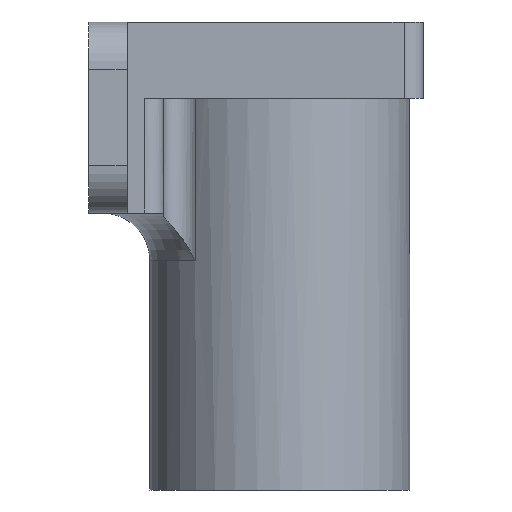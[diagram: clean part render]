
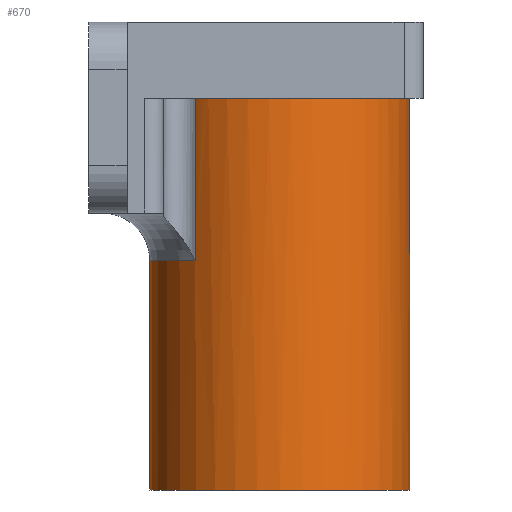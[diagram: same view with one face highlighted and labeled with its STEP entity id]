
A CAD part, left-side view. The second image highlights one B-rep face of the part: STEP entity #670.
In plain terms, the highlighted cylindrical face has radius 13.6 mm (diameter 27.2 mm), a full revolution.
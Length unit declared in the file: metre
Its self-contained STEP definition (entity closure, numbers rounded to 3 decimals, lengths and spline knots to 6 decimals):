
#24=CYLINDRICAL_SURFACE('',#761,0.0136);
#74=LINE('',#1154,#118);
#75=LINE('',#1158,#119);
#118=VECTOR('',#946,1.);
#119=VECTOR('',#951,1.);
#234=ORIENTED_EDGE('',*,*,#395,.T.);
#235=ORIENTED_EDGE('',*,*,#396,.T.);
#236=ORIENTED_EDGE('',*,*,#391,.F.);
#237=ORIENTED_EDGE('',*,*,#346,.F.);
#238=ORIENTED_EDGE('',*,*,#394,.F.);
#239=ORIENTED_EDGE('',*,*,#344,.F.);
#240=ORIENTED_EDGE('',*,*,#397,.F.);
#241=ORIENTED_EDGE('',*,*,#342,.F.);
#242=ORIENTED_EDGE('',*,*,#398,.F.);
#243=ORIENTED_EDGE('',*,*,#399,.T.);
#244=ORIENTED_EDGE('',*,*,#400,.T.);
#342=EDGE_CURVE('',#438,#439,#491,.T.);
#344=EDGE_CURVE('',#440,#441,#493,.T.);
#346=EDGE_CURVE('',#442,#443,#495,.T.);
#391=EDGE_CURVE('',#443,#467,#516,.T.);
#394=EDGE_CURVE('',#441,#442,#518,.T.);
#395=EDGE_CURVE('',#469,#470,#519,.F.);
#396=EDGE_CURVE('',#470,#467,#74,.T.);
#397=EDGE_CURVE('',#439,#440,#520,.T.);
#398=EDGE_CURVE('',#471,#438,#521,.T.);
#399=EDGE_CURVE('',#471,#469,#75,.F.);
#400=EDGE_CURVE('',#472,#472,#522,.T.);
#438=VERTEX_POINT('',#1051);
#439=VERTEX_POINT('',#1053);
#440=VERTEX_POINT('',#1055);
#441=VERTEX_POINT('',#1057);
#442=VERTEX_POINT('',#1059);
#443=VERTEX_POINT('',#1061);
#467=VERTEX_POINT('',#1144);
#469=VERTEX_POINT('',#1152);
#470=VERTEX_POINT('',#1153);
#471=VERTEX_POINT('',#1157);
#472=VERTEX_POINT('',#1160);
#491=CIRCLE('',#718,0.0136);
#493=CIRCLE('',#720,0.0136);
#495=CIRCLE('',#722,0.0136);
#516=CIRCLE('',#757,0.0136);
#518=CIRCLE('',#760,0.0136);
#519=CIRCLE('',#762,0.0136);
#520=CIRCLE('',#763,0.0136);
#521=CIRCLE('',#764,0.0136);
#522=CIRCLE('',#765,0.0136);
#556=EDGE_LOOP('',(#234,#235,#236,#237,#238,#239,#240,#241,#242,#243));
#557=EDGE_LOOP('',(#244));
#611=FACE_BOUND('',#556,.T.);
#612=FACE_BOUND('',#557,.T.);
#670=ADVANCED_FACE('',(#611,#612),#24,.T.);
#718=AXIS2_PLACEMENT_3D('',#1052,#831,#832);
#720=AXIS2_PLACEMENT_3D('',#1056,#835,#836);
#722=AXIS2_PLACEMENT_3D('',#1060,#839,#840);
#757=AXIS2_PLACEMENT_3D('',#1143,#933,#934);
#760=AXIS2_PLACEMENT_3D('',#1149,#940,#941);
#761=AXIS2_PLACEMENT_3D('',#1150,#942,#943);
#762=AXIS2_PLACEMENT_3D('',#1151,#944,#945);
#763=AXIS2_PLACEMENT_3D('',#1155,#947,#948);
#764=AXIS2_PLACEMENT_3D('',#1156,#949,#950);
#765=AXIS2_PLACEMENT_3D('',#1159,#952,#953);
#831=DIRECTION('',(0.,0.,1.));
#832=DIRECTION('',(1.,0.,0.));
#835=DIRECTION('',(0.,0.,1.));
#836=DIRECTION('',(1.,0.,0.));
#839=DIRECTION('',(0.,0.,1.));
#840=DIRECTION('',(1.,0.,0.));
#933=DIRECTION('',(0.,0.,1.));
#934=DIRECTION('',(1.,0.,0.));
#940=DIRECTION('',(0.,0.,1.));
#941=DIRECTION('',(1.,0.,0.));
#942=DIRECTION('',(0.,0.,1.));
#943=DIRECTION('',(1.,0.,0.));
#944=DIRECTION('',(0.,0.,1.));
#945=DIRECTION('',(1.,0.,0.));
#946=DIRECTION('',(0.,0.,1.));
#947=DIRECTION('',(0.,0.,1.));
#948=DIRECTION('',(1.,0.,0.));
#949=DIRECTION('',(0.,0.,1.));
#950=DIRECTION('',(1.,0.,0.));
#951=DIRECTION('',(0.,0.,1.));
#952=DIRECTION('',(0.,0.,1.));
#953=DIRECTION('',(1.,0.,0.));
#1051=CARTESIAN_POINT('',(-0.011351,0.007491,-0.008));
#1052=CARTESIAN_POINT('',(0.,0.,-0.008));
#1053=CARTESIAN_POINT('',(-0.011351,-0.007491,-0.008));
#1055=CARTESIAN_POINT('',(-0.007491,-0.011351,-0.008));
#1056=CARTESIAN_POINT('',(0.,0.,-0.008));
#1057=CARTESIAN_POINT('',(0.007491,-0.011351,-0.008));
#1059=CARTESIAN_POINT('',(0.011351,-0.007491,-0.008));
#1060=CARTESIAN_POINT('',(0.,0.,-0.008));
#1061=CARTESIAN_POINT('',(0.011351,0.007491,-0.008));
#1143=CARTESIAN_POINT('',(0.,0.,-0.008));
#1144=CARTESIAN_POINT('',(0.010298,0.008883,-0.008));
#1149=CARTESIAN_POINT('',(0.,0.,-0.008));
#1150=CARTESIAN_POINT('',(0.,0.,-0.049));
#1151=CARTESIAN_POINT('',(0.,0.,-0.025));
#1152=CARTESIAN_POINT('',(-0.010298,0.008883,-0.025));
#1153=CARTESIAN_POINT('',(0.010298,0.008883,-0.025));
#1154=CARTESIAN_POINT('',(0.010298,0.008883,-0.049));
#1155=CARTESIAN_POINT('',(0.,0.,-0.008));
#1156=CARTESIAN_POINT('',(0.,0.,-0.008));
#1157=CARTESIAN_POINT('',(-0.010298,0.008883,-0.008));
#1158=CARTESIAN_POINT('',(-0.010298,0.008883,-0.049));
#1159=CARTESIAN_POINT('',(0.,0.,-0.049));
#1160=CARTESIAN_POINT('',(0.0136,0.,-0.049));
